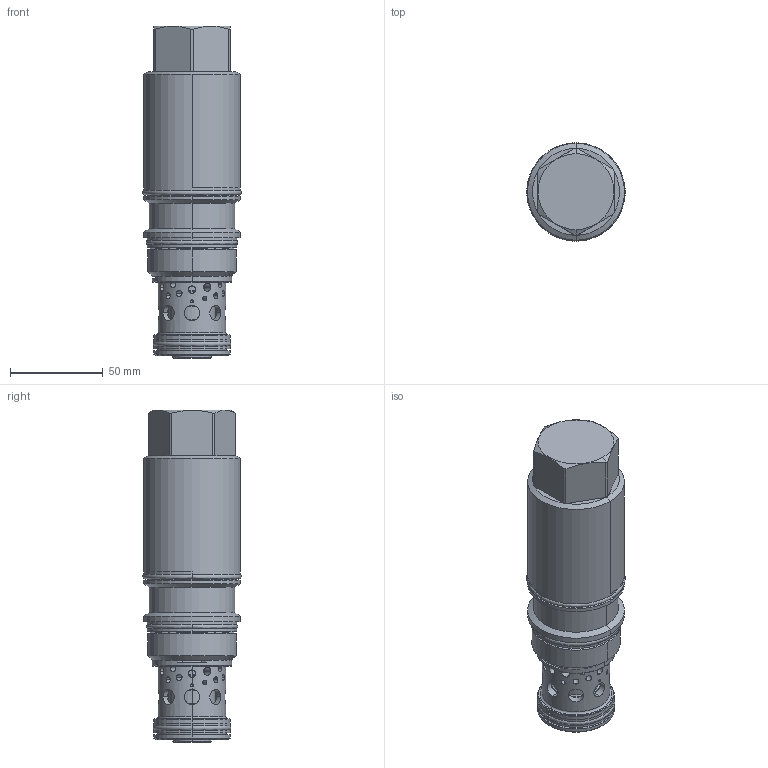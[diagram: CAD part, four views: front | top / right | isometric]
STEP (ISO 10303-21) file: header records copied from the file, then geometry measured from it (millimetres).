
FILE_DESCRIPTION((''),'2;1');
FILE_NAME('MBIAX-LN_PRT','2010-04-14T',('Administrator'),(''),'PRO/ENGINEER BY PARAMETRIC TECHNOLOGY CORPORATION, 2006240','PRO/ENGINEER BY PARAMETRIC TECHNOLOGY CORPORATION, 2006240','');
FILE_SCHEMA(('CONFIG_CONTROL_DESIGN'));
Length unit declared in the file: inch
Products named in the file (1): MBIAX-LN_PRT
Bounding box: 53.06 x 53.05 x 179.09 mm (x, y, z)
Volume: 266751.4 mm3; surface area: 66479.4 mm2
Topology: 6 solids, 6 shells, 449 faces, 1068 edges, 640 vertices
Faces by surface type: cylinder 220, cone 92, plane 66, torus 59, revolution 12
Entity records: 16261 total; most frequent: CARTESIAN_POINT 5780, DIRECTION 2220, ORIENTED_EDGE 2128, EDGE_CURVE 1064, AXIS2_PLACEMENT_3D 935, VERTEX_POINT 640, EDGE_LOOP 556, CIRCLE 498
